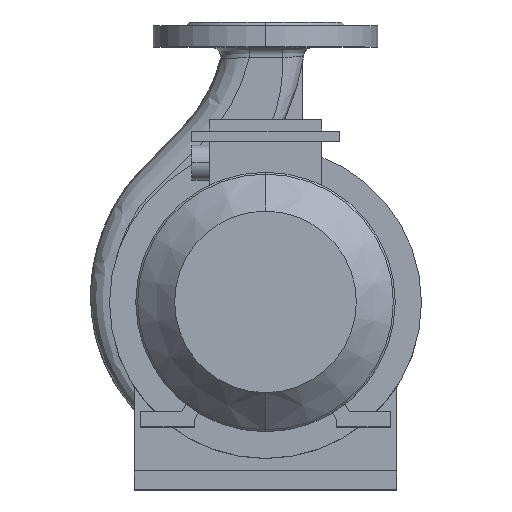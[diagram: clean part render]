
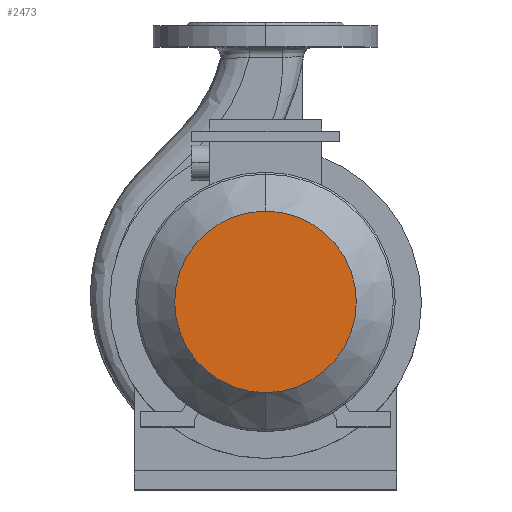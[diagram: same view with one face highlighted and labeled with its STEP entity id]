
A CAD part, top view. The second image highlights one B-rep face of the part: STEP entity #2473.
In plain terms, the highlighted planar face has unit normal (0, 0, 1).
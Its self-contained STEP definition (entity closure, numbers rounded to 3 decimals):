
#183 = CARTESIAN_POINT ( 'NONE',  ( 0., -72.765, 459. ) ) ;
#186 = CARTESIAN_POINT ( 'NONE',  ( 0., 72.765, 459. ) ) ;
#389 = AXIS2_PLACEMENT_3D ( 'NONE', #883, #884, #885 ) ;
#690 = EDGE_CURVE ( 'NONE', #8160, #8156, #7745, .T. ) ;
#863 = PLANE ( 'NONE',  #389 ) ;
#883 = CARTESIAN_POINT ( 'NONE',  ( 0., 0., 459. ) ) ;
#884 = DIRECTION ( 'NONE',  ( 0., 0., -1. ) ) ;
#885 = DIRECTION ( 'NONE',  ( 0., -1., 0. ) ) ;
#1090 = FACE_OUTER_BOUND ( 'NONE', #1503, .T. ) ;
#1503 = EDGE_LOOP ( 'NONE', ( #8331, #8330 ) ) ;
#2473 = ADVANCED_FACE ( 'NONE', ( #1090 ), #863, .F. ) ;
#3015 = CARTESIAN_POINT ( 'NONE',  ( 0., 0., 459. ) ) ;
#3016 = DIRECTION ( 'NONE',  ( 0., 0., -1. ) ) ;
#3017 = DIRECTION ( 'NONE',  ( 0., -1., 0. ) ) ;
#3505 = CIRCLE ( 'NONE', #10030, 72.765 ) ;
#4272 = AXIS2_PLACEMENT_3D ( 'NONE', #10303, #10304, #10305 ) ;
#7745 = CIRCLE ( 'NONE', #4272, 72.765 ) ;
#8156 = VERTEX_POINT ( 'NONE', #183 ) ;
#8160 = VERTEX_POINT ( 'NONE', #186 ) ;
#8330 = ORIENTED_EDGE ( 'NONE', *, *, #690, .F. ) ;
#8331 = ORIENTED_EDGE ( 'NONE', *, *, #10614, .F. ) ;
#10030 = AXIS2_PLACEMENT_3D ( 'NONE', #3015, #3016, #3017 ) ;
#10303 = CARTESIAN_POINT ( 'NONE',  ( 0., 0., 459. ) ) ;
#10304 = DIRECTION ( 'NONE',  ( 0., 0., -1. ) ) ;
#10305 = DIRECTION ( 'NONE',  ( 0., -1., 0. ) ) ;
#10614 = EDGE_CURVE ( 'NONE', #8156, #8160, #3505, .T. ) ;
